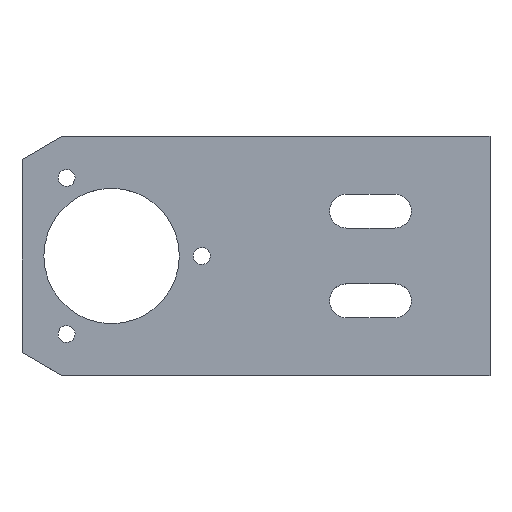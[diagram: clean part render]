
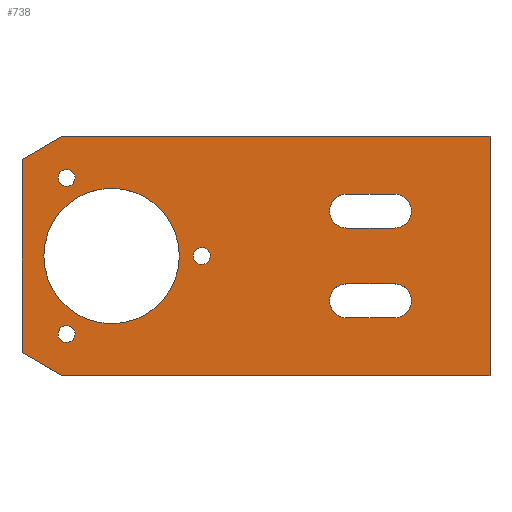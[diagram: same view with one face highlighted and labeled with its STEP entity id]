
A CAD part, top view. The second image highlights one B-rep face of the part: STEP entity #738.
In plain terms, the highlighted planar face has unit normal (0, 0, 1).
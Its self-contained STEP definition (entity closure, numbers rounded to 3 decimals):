
#63=CARTESIAN_POINT('Vertex',(118.,-14.,10.)) ;
#77=CARTESIAN_POINT('Vertex',(142.,-14.,10.)) ;
#80=CARTESIAN_POINT('Line Origine',(130.,-14.,10.)) ;
#97=CARTESIAN_POINT('Axis2P3D Location',(142.,-22.5,10.)) ;
#101=CARTESIAN_POINT('Vertex',(142.,-31.,10.)) ;
#139=CARTESIAN_POINT('Vertex',(118.,-31.,10.)) ;
#142=CARTESIAN_POINT('Line Origine',(130.,-31.,10.)) ;
#165=CARTESIAN_POINT('Vertex',(-18.895,37.15,10.)) ;
#179=CARTESIAN_POINT('Vertex',(-26.355,41.225,10.)) ;
#182=CARTESIAN_POINT('Axis2P3D Location',(-22.625,39.188,10.)) ;
#199=CARTESIAN_POINT('Axis2P3D Location',(-22.625,39.188,10.)) ;
#216=CARTESIAN_POINT('Axis2P3D Location',(0.,0.,10.)) ;
#220=CARTESIAN_POINT('Vertex',(-34.,0.,10.)) ;
#222=CARTESIAN_POINT('Vertex',(34.,0.,10.)) ;
#251=CARTESIAN_POINT('Axis2P3D Location',(0.,0.,10.)) ;
#279=CARTESIAN_POINT('Vertex',(-22.525,-43.436,10.)) ;
#293=CARTESIAN_POINT('Vertex',(-22.725,-34.939,10.)) ;
#296=CARTESIAN_POINT('Axis2P3D Location',(-22.625,-39.188,10.)) ;
#313=CARTESIAN_POINT('Axis2P3D Location',(-22.625,-39.188,10.)) ;
#336=CARTESIAN_POINT('Vertex',(48.879,2.211,10.)) ;
#350=CARTESIAN_POINT('Vertex',(41.621,-2.211,10.)) ;
#353=CARTESIAN_POINT('Axis2P3D Location',(45.25,0.,10.)) ;
#370=CARTESIAN_POINT('Axis2P3D Location',(45.25,0.,10.)) ;
#387=CARTESIAN_POINT('Line Origine',(130.,14.,10.)) ;
#391=CARTESIAN_POINT('Vertex',(118.,14.,10.)) ;
#393=CARTESIAN_POINT('Vertex',(142.,14.,10.)) ;
#427=CARTESIAN_POINT('Axis2P3D Location',(118.,22.5,10.)) ;
#431=CARTESIAN_POINT('Vertex',(118.,31.,10.)) ;
#458=CARTESIAN_POINT('Line Origine',(130.,31.,10.)) ;
#462=CARTESIAN_POINT('Vertex',(142.,31.,10.)) ;
#489=CARTESIAN_POINT('Axis2P3D Location',(142.,22.5,10.)) ;
#517=CARTESIAN_POINT('Vertex',(190.,-60.,10.)) ;
#531=CARTESIAN_POINT('Vertex',(190.,60.,10.)) ;
#534=CARTESIAN_POINT('Line Origine',(190.,0.,10.)) ;
#551=CARTESIAN_POINT('Axis2P3D Location',(118.,-22.5,10.)) ;
#579=CARTESIAN_POINT('Vertex',(-25.,-60.,10.)) ;
#587=CARTESIAN_POINT('Line Origine',(82.5,-60.,10.)) ;
#604=CARTESIAN_POINT('Line Origine',(-35.,-54.226,10.)) ;
#608=CARTESIAN_POINT('Vertex',(-45.,-48.453,10.)) ;
#641=CARTESIAN_POINT('Vertex',(-25.,60.,10.)) ;
#644=CARTESIAN_POINT('Line Origine',(82.5,60.,10.)) ;
#673=CARTESIAN_POINT('Line Origine',(-45.,0.,10.)) ;
#677=CARTESIAN_POINT('Vertex',(-45.,48.453,10.)) ;
#692=CARTESIAN_POINT('Axis2P3D Location',(0.,0.,10.)) ;
#697=CARTESIAN_POINT('Line Origine',(-35.,54.226,10.)) ;
#81=DIRECTION('Vector Direction',(1.,0.,0.)) ;
#98=DIRECTION('Axis2P3D Direction',(0.,0.,1.)) ;
#143=DIRECTION('Vector Direction',(-1.,0.,0.)) ;
#183=DIRECTION('Axis2P3D Direction',(0.,-0.,-1.)) ;
#200=DIRECTION('Axis2P3D Direction',(0.,-0.,-1.)) ;
#217=DIRECTION('Axis2P3D Direction',(0.,0.,1.)) ;
#252=DIRECTION('Axis2P3D Direction',(0.,0.,1.)) ;
#297=DIRECTION('Axis2P3D Direction',(0.,0.,-1.)) ;
#314=DIRECTION('Axis2P3D Direction',(0.,0.,-1.)) ;
#354=DIRECTION('Axis2P3D Direction',(-0.,0.,-1.)) ;
#371=DIRECTION('Axis2P3D Direction',(-0.,0.,-1.)) ;
#388=DIRECTION('Vector Direction',(1.,0.,0.)) ;
#428=DIRECTION('Axis2P3D Direction',(0.,0.,1.)) ;
#459=DIRECTION('Vector Direction',(-1.,0.,0.)) ;
#490=DIRECTION('Axis2P3D Direction',(0.,0.,1.)) ;
#535=DIRECTION('Vector Direction',(0.,1.,0.)) ;
#552=DIRECTION('Axis2P3D Direction',(0.,0.,1.)) ;
#588=DIRECTION('Vector Direction',(-1.,0.,0.)) ;
#605=DIRECTION('Vector Direction',(-0.866,0.5,0.)) ;
#645=DIRECTION('Vector Direction',(1.,0.,0.)) ;
#674=DIRECTION('Vector Direction',(0.,-1.,0.)) ;
#693=DIRECTION('Axis2P3D Direction',(0.,0.,1.)) ;
#694=DIRECTION('Axis2P3D XDirection',(1.,0.,0.)) ;
#698=DIRECTION('Vector Direction',(0.866,0.5,0.)) ;
#99=AXIS2_PLACEMENT_3D('Circle Axis2P3D',#97,#98,$) ;
#184=AXIS2_PLACEMENT_3D('Circle Axis2P3D',#182,#183,$) ;
#201=AXIS2_PLACEMENT_3D('Circle Axis2P3D',#199,#200,$) ;
#218=AXIS2_PLACEMENT_3D('Circle Axis2P3D',#216,#217,$) ;
#253=AXIS2_PLACEMENT_3D('Circle Axis2P3D',#251,#252,$) ;
#298=AXIS2_PLACEMENT_3D('Circle Axis2P3D',#296,#297,$) ;
#315=AXIS2_PLACEMENT_3D('Circle Axis2P3D',#313,#314,$) ;
#355=AXIS2_PLACEMENT_3D('Circle Axis2P3D',#353,#354,$) ;
#372=AXIS2_PLACEMENT_3D('Circle Axis2P3D',#370,#371,$) ;
#429=AXIS2_PLACEMENT_3D('Circle Axis2P3D',#427,#428,$) ;
#491=AXIS2_PLACEMENT_3D('Circle Axis2P3D',#489,#490,$) ;
#553=AXIS2_PLACEMENT_3D('Circle Axis2P3D',#551,#552,$) ;
#695=AXIS2_PLACEMENT_3D('Plane Axis2P3D',#692,#693,#694) ;
#703=ORIENTED_EDGE('',*,*,#679,.T.) ;
#704=ORIENTED_EDGE('',*,*,#610,.F.) ;
#705=ORIENTED_EDGE('',*,*,#591,.T.) ;
#706=ORIENTED_EDGE('',*,*,#538,.T.) ;
#707=ORIENTED_EDGE('',*,*,#648,.T.) ;
#708=ORIENTED_EDGE('',*,*,#701,.F.) ;
#711=ORIENTED_EDGE('',*,*,#186,.F.) ;
#712=ORIENTED_EDGE('',*,*,#203,.F.) ;
#715=ORIENTED_EDGE('',*,*,#224,.F.) ;
#716=ORIENTED_EDGE('',*,*,#255,.F.) ;
#719=ORIENTED_EDGE('',*,*,#300,.F.) ;
#720=ORIENTED_EDGE('',*,*,#317,.F.) ;
#723=ORIENTED_EDGE('',*,*,#357,.F.) ;
#724=ORIENTED_EDGE('',*,*,#374,.F.) ;
#727=ORIENTED_EDGE('',*,*,#103,.F.) ;
#728=ORIENTED_EDGE('',*,*,#146,.T.) ;
#729=ORIENTED_EDGE('',*,*,#555,.F.) ;
#730=ORIENTED_EDGE('',*,*,#84,.T.) ;
#733=ORIENTED_EDGE('',*,*,#395,.F.) ;
#734=ORIENTED_EDGE('',*,*,#433,.F.) ;
#735=ORIENTED_EDGE('',*,*,#464,.F.) ;
#736=ORIENTED_EDGE('',*,*,#493,.F.) ;
#713=FACE_BOUND('',#710,.T.) ;
#717=FACE_BOUND('',#714,.T.) ;
#721=FACE_BOUND('',#718,.T.) ;
#725=FACE_BOUND('',#722,.T.) ;
#731=FACE_BOUND('',#726,.T.) ;
#737=FACE_BOUND('',#732,.T.) ;
#82=VECTOR('Line Direction',#81,1.) ;
#144=VECTOR('Line Direction',#143,1.) ;
#389=VECTOR('Line Direction',#388,1.) ;
#460=VECTOR('Line Direction',#459,1.) ;
#536=VECTOR('Line Direction',#535,1.) ;
#589=VECTOR('Line Direction',#588,1.) ;
#606=VECTOR('Line Direction',#605,1.) ;
#646=VECTOR('Line Direction',#645,1.) ;
#675=VECTOR('Line Direction',#674,1.) ;
#699=VECTOR('Line Direction',#698,1.) ;
#738=ADVANCED_FACE('Corps principal',(#709,#713,#717,#721,#725,#731,#737),#696,.T.) ;
#100=CIRCLE('generated circle',#99,8.5) ;
#185=CIRCLE('generated circle',#184,4.25) ;
#202=CIRCLE('generated circle',#201,4.25) ;
#219=CIRCLE('generated circle',#218,34.) ;
#254=CIRCLE('generated circle',#253,34.) ;
#299=CIRCLE('generated circle',#298,4.25) ;
#316=CIRCLE('generated circle',#315,4.25) ;
#356=CIRCLE('generated circle',#355,4.25) ;
#373=CIRCLE('generated circle',#372,4.25) ;
#430=CIRCLE('generated circle',#429,8.5) ;
#492=CIRCLE('generated circle',#491,8.5) ;
#554=CIRCLE('generated circle',#553,8.5) ;
#84=EDGE_CURVE('',#64,#78,#83,.T.) ;
#103=EDGE_CURVE('',#102,#78,#100,.T.) ;
#146=EDGE_CURVE('',#102,#140,#145,.T.) ;
#186=EDGE_CURVE('',#180,#166,#185,.F.) ;
#203=EDGE_CURVE('',#166,#180,#202,.F.) ;
#224=EDGE_CURVE('',#221,#223,#219,.T.) ;
#255=EDGE_CURVE('',#223,#221,#254,.T.) ;
#300=EDGE_CURVE('',#294,#280,#299,.F.) ;
#317=EDGE_CURVE('',#280,#294,#316,.F.) ;
#357=EDGE_CURVE('',#351,#337,#356,.F.) ;
#374=EDGE_CURVE('',#337,#351,#373,.F.) ;
#395=EDGE_CURVE('',#392,#394,#390,.T.) ;
#433=EDGE_CURVE('',#432,#392,#430,.T.) ;
#464=EDGE_CURVE('',#463,#432,#461,.T.) ;
#493=EDGE_CURVE('',#394,#463,#492,.T.) ;
#538=EDGE_CURVE('',#518,#532,#537,.T.) ;
#555=EDGE_CURVE('',#64,#140,#554,.T.) ;
#591=EDGE_CURVE('',#580,#518,#590,.F.) ;
#610=EDGE_CURVE('',#580,#609,#607,.T.) ;
#648=EDGE_CURVE('',#532,#642,#647,.F.) ;
#679=EDGE_CURVE('',#678,#609,#676,.T.) ;
#701=EDGE_CURVE('',#678,#642,#700,.T.) ;
#702=EDGE_LOOP('',(#703,#704,#705,#706,#707,#708)) ;
#710=EDGE_LOOP('',(#711,#712)) ;
#714=EDGE_LOOP('',(#715,#716)) ;
#718=EDGE_LOOP('',(#719,#720)) ;
#722=EDGE_LOOP('',(#723,#724)) ;
#726=EDGE_LOOP('',(#727,#728,#729,#730)) ;
#732=EDGE_LOOP('',(#733,#734,#735,#736)) ;
#709=FACE_OUTER_BOUND('',#702,.T.) ;
#83=LINE('Line',#80,#82) ;
#145=LINE('Line',#142,#144) ;
#390=LINE('Line',#387,#389) ;
#461=LINE('Line',#458,#460) ;
#537=LINE('Line',#534,#536) ;
#590=LINE('Line',#587,#589) ;
#607=LINE('Line',#604,#606) ;
#647=LINE('Line',#644,#646) ;
#676=LINE('Line',#673,#675) ;
#700=LINE('Line',#697,#699) ;
#696=PLANE('',#695) ;
#64=VERTEX_POINT('',#63) ;
#78=VERTEX_POINT('',#77) ;
#102=VERTEX_POINT('',#101) ;
#140=VERTEX_POINT('',#139) ;
#166=VERTEX_POINT('',#165) ;
#180=VERTEX_POINT('',#179) ;
#221=VERTEX_POINT('',#220) ;
#223=VERTEX_POINT('',#222) ;
#280=VERTEX_POINT('',#279) ;
#294=VERTEX_POINT('',#293) ;
#337=VERTEX_POINT('',#336) ;
#351=VERTEX_POINT('',#350) ;
#392=VERTEX_POINT('',#391) ;
#394=VERTEX_POINT('',#393) ;
#432=VERTEX_POINT('',#431) ;
#463=VERTEX_POINT('',#462) ;
#518=VERTEX_POINT('',#517) ;
#532=VERTEX_POINT('',#531) ;
#580=VERTEX_POINT('',#579) ;
#609=VERTEX_POINT('',#608) ;
#642=VERTEX_POINT('',#641) ;
#678=VERTEX_POINT('',#677) ;
